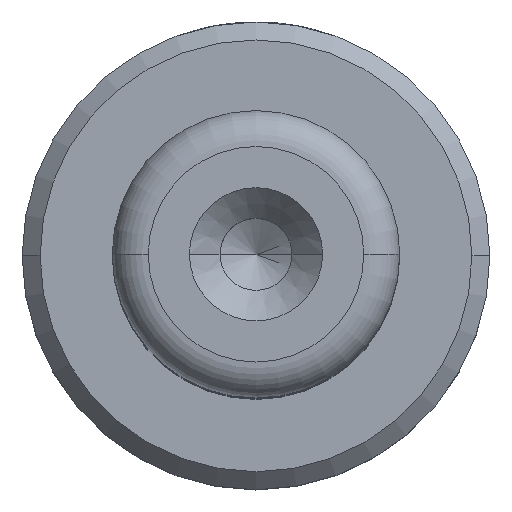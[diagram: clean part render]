
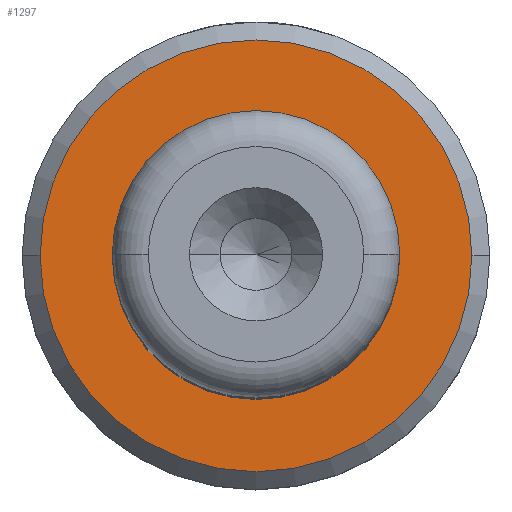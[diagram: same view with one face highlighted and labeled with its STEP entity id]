
A CAD part, top view. The second image highlights one B-rep face of the part: STEP entity #1297.
In plain terms, the highlighted planar face has unit normal (0, 0, 1).
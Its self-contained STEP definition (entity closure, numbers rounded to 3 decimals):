
#47 = ORIENTED_EDGE ( 'NONE', *, *, #584, .T. ) ;
#66 = CARTESIAN_POINT ( 'NONE',  ( 6., 0., 13. ) ) ;
#73 = ORIENTED_EDGE ( 'NONE', *, *, #1852, .T. ) ;
#170 = CARTESIAN_POINT ( 'NONE',  ( -3.6, 0., 13. ) ) ;
#183 = DIRECTION ( 'NONE',  ( -1., 0., 0. ) ) ;
#199 = DIRECTION ( 'NONE',  ( 0., 0., -1. ) ) ;
#232 = CARTESIAN_POINT ( 'NONE',  ( 0., 0., 13. ) ) ;
#243 = CIRCLE ( 'NONE', #1402, 6. ) ;
#247 = DIRECTION ( 'NONE',  ( 0., 0., -1. ) ) ;
#319 = DIRECTION ( 'NONE',  ( 0., 0., 1. ) ) ;
#324 = EDGE_CURVE ( 'NONE', #1598, #815, #2113, .T. ) ;
#441 = CARTESIAN_POINT ( 'NONE',  ( 0., 0., 13. ) ) ;
#545 = AXIS2_PLACEMENT_3D ( 'NONE', #232, #199, #183 ) ;
#584 = EDGE_CURVE ( 'NONE', #815, #1598, #1773, .T. ) ;
#602 = VERTEX_POINT ( 'NONE', #66 ) ;
#646 = ORIENTED_EDGE ( 'NONE', *, *, #324, .T. ) ;
#684 = CARTESIAN_POINT ( 'NONE',  ( 3.6, 0., 13. ) ) ;
#808 = DIRECTION ( 'NONE',  ( 1., 0., 0. ) ) ;
#815 = VERTEX_POINT ( 'NONE', #170 ) ;
#853 = DIRECTION ( 'NONE',  ( 0., 0., 1. ) ) ;
#905 = FACE_BOUND ( 'NONE', #2257, .T. ) ;
#972 = AXIS2_PLACEMENT_3D ( 'NONE', #1945, #853, #2122 ) ;
#1297 = ADVANCED_FACE ( 'NONE', ( #1400, #905 ), #2071, .T. ) ;
#1361 = CARTESIAN_POINT ( 'NONE',  ( 0., 0., 13. ) ) ;
#1400 = FACE_OUTER_BOUND ( 'NONE', #2259, .T. ) ;
#1402 = AXIS2_PLACEMENT_3D ( 'NONE', #1423, #319, #1600 ) ;
#1423 = CARTESIAN_POINT ( 'NONE',  ( 0., 0., 13. ) ) ;
#1542 = DIRECTION ( 'NONE',  ( -1., 0., 0. ) ) ;
#1581 = CARTESIAN_POINT ( 'NONE',  ( -6., 0., 13. ) ) ;
#1588 = EDGE_CURVE ( 'NONE', #602, #1595, #2223, .T. ) ;
#1595 = VERTEX_POINT ( 'NONE', #1581 ) ;
#1598 = VERTEX_POINT ( 'NONE', #684 ) ;
#1600 = DIRECTION ( 'NONE',  ( 1., 0., 0. ) ) ;
#1603 = AXIS2_PLACEMENT_3D ( 'NONE', #441, #1896, #808 ) ;
#1773 = CIRCLE ( 'NONE', #1863, 3.6 ) ;
#1852 = EDGE_CURVE ( 'NONE', #1595, #602, #243, .T. ) ;
#1863 = AXIS2_PLACEMENT_3D ( 'NONE', #1361, #247, #1542 ) ;
#1896 = DIRECTION ( 'NONE',  ( 0., 0., 1. ) ) ;
#1903 = ORIENTED_EDGE ( 'NONE', *, *, #1588, .T. ) ;
#1945 = CARTESIAN_POINT ( 'NONE',  ( 0., 0., 13. ) ) ;
#2071 = PLANE ( 'NONE',  #1603 ) ;
#2113 = CIRCLE ( 'NONE', #545, 3.6 ) ;
#2122 = DIRECTION ( 'NONE',  ( 1., 0., 0. ) ) ;
#2223 = CIRCLE ( 'NONE', #972, 6. ) ;
#2257 = EDGE_LOOP ( 'NONE', ( #47, #646 ) ) ;
#2259 = EDGE_LOOP ( 'NONE', ( #73, #1903 ) ) ;
